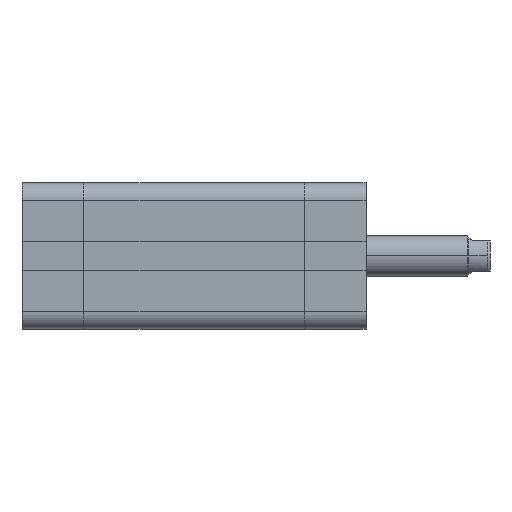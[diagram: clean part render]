
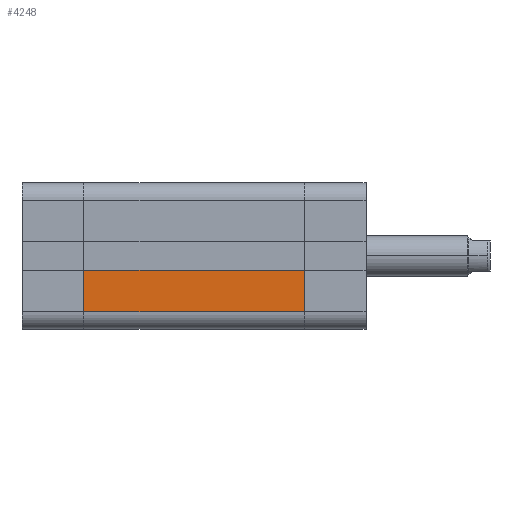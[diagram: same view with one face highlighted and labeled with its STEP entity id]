
A CAD part, top view. The second image highlights one B-rep face of the part: STEP entity #4248.
In plain terms, the highlighted face is planar.
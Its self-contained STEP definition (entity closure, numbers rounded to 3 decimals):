
#860 = EDGE_LOOP ( 'NONE', ( #995, #994, #993, #953 ) ) ;
#953 = ORIENTED_EDGE ( 'NONE', *, *, #7686, .F. ) ;
#993 = ORIENTED_EDGE ( 'NONE', *, *, #7694, .T. ) ;
#994 = ORIENTED_EDGE ( 'NONE', *, *, #7696, .T. ) ;
#995 = ORIENTED_EDGE ( 'NONE', *, *, #7667, .F. ) ;
#1308 = CARTESIAN_POINT ( 'NONE',  ( -14.5, -2.85, -43.5 ) ) ;
#1342 = CARTESIAN_POINT ( 'NONE',  ( -14.5, -11., 0. ) ) ;
#1397 = CARTESIAN_POINT ( 'NONE',  ( -14.5, -11., -43.5 ) ) ;
#1408 = CARTESIAN_POINT ( 'NONE',  ( -14.5, -2.85, 0. ) ) ;
#3367 = CARTESIAN_POINT ( 'NONE',  ( -14.5, -2.85, -43.5 ) ) ;
#3368 = DIRECTION ( 'NONE',  ( 0., 0., 1. ) ) ;
#3409 = CARTESIAN_POINT ( 'NONE',  ( -14.5, 11., 0. ) ) ;
#3410 = DIRECTION ( 'NONE',  ( 0., -1., 0. ) ) ;
#3430 = CARTESIAN_POINT ( 'NONE',  ( -14.5, -11., -43.5 ) ) ;
#3431 = DIRECTION ( 'NONE',  ( 0., 0., 1. ) ) ;
#3434 = CARTESIAN_POINT ( 'NONE',  ( -14.5, 11., -43.5 ) ) ;
#3435 = DIRECTION ( 'NONE',  ( 0., -1., 0. ) ) ;
#3844 = LINE ( 'NONE', #3367, #3854 ) ;
#3854 = VECTOR ( 'NONE', #3368, 1000. ) ;
#3888 = LINE ( 'NONE', #3409, #3889 ) ;
#3889 = VECTOR ( 'NONE', #3410, 1000. ) ;
#3896 = LINE ( 'NONE', #3430, #3899 ) ;
#3899 = VECTOR ( 'NONE', #3431, 1000. ) ;
#3905 = LINE ( 'NONE', #3434, #3906 ) ;
#3906 = VECTOR ( 'NONE', #3435, 1000. ) ;
#4248 = ADVANCED_FACE ( 'NONE', ( #4862 ), #6973, .T. ) ;
#4358 = AXIS2_PLACEMENT_3D ( 'NONE', #6974, #6971, #7037 ) ;
#4862 = FACE_OUTER_BOUND ( 'NONE', #860, .T. ) ;
#6343 = VERTEX_POINT ( 'NONE', #1308 ) ;
#6377 = VERTEX_POINT ( 'NONE', #1342 ) ;
#6432 = VERTEX_POINT ( 'NONE', #1397 ) ;
#6443 = VERTEX_POINT ( 'NONE', #1408 ) ;
#6971 = DIRECTION ( 'NONE',  ( -1., 0., 0. ) ) ;
#6973 = PLANE ( 'NONE',  #4358 ) ;
#6974 = CARTESIAN_POINT ( 'NONE',  ( -14.5, 11., -43.5 ) ) ;
#7037 = DIRECTION ( 'NONE',  ( 0., 0., 1. ) ) ;
#7667 = EDGE_CURVE ( 'NONE', #6343, #6443, #3844, .T. ) ;
#7686 = EDGE_CURVE ( 'NONE', #6443, #6377, #3888, .T. ) ;
#7694 = EDGE_CURVE ( 'NONE', #6432, #6377, #3896, .T. ) ;
#7696 = EDGE_CURVE ( 'NONE', #6343, #6432, #3905, .T. ) ;
